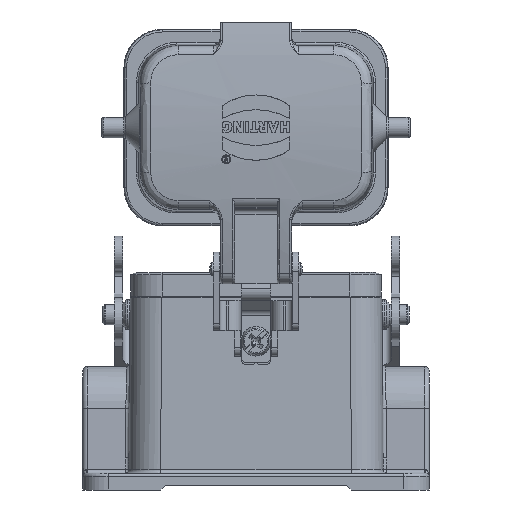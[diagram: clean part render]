
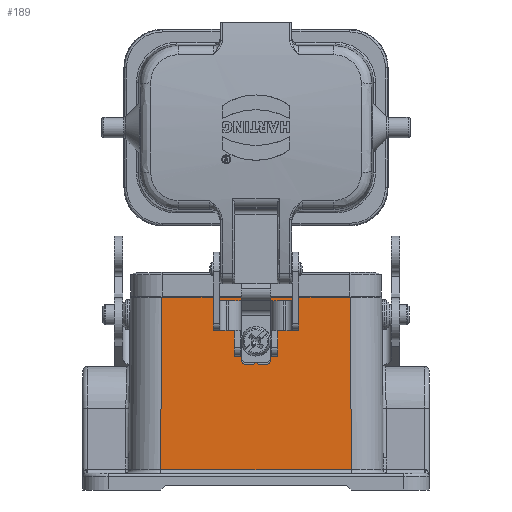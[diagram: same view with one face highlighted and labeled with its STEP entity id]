
A CAD part, front view. The second image highlights one B-rep face of the part: STEP entity #189.
In plain terms, the highlighted planar face has unit normal (0, -1, 0.006).
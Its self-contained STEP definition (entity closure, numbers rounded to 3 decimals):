
#107=CARTESIAN_POINT('',(45.1,-21.75,-35.95));
#108=DIRECTION('',(0.0,-1.,0.006));
#109=DIRECTION('',(0.0,-0.006,-1.));
#110=AXIS2_PLACEMENT_3D('',#107,#108,#109);
#111=PLANE('',#110);
#112=CARTESIAN_POINT('',(-22.3,-21.5,5.7));
#113=VERTEX_POINT('',#112);
#114=CARTESIAN_POINT('',(-22.594,-21.745,-35.155));
#115=VERTEX_POINT('',#114);
#116=CARTESIAN_POINT('',(-22.3,-21.5,5.7));
#117=DIRECTION('',(-0.007,-0.006,-1.));
#118=VECTOR('',#117,40.857);
#119=LINE('',#116,#118);
#120=EDGE_CURVE('',#113,#115,#119,.T.);
#121=ORIENTED_EDGE('',*,*,#120,.T.);
#122=CARTESIAN_POINT('',(22.594,-21.745,-35.155));
#123=VERTEX_POINT('',#122);
#124=CARTESIAN_POINT('',(-22.594,-21.745,-35.155));
#125=DIRECTION('',(1.0,0.0,0.0));
#126=VECTOR('',#125,45.189);
#127=LINE('',#124,#126);
#128=EDGE_CURVE('',#115,#123,#127,.T.);
#129=ORIENTED_EDGE('',*,*,#128,.T.);
#130=CARTESIAN_POINT('',(22.3,-21.5,5.7));
#131=VERTEX_POINT('',#130);
#132=CARTESIAN_POINT('',(22.594,-21.745,-35.155));
#133=DIRECTION('',(-0.007,0.006,1.));
#134=VECTOR('',#133,40.857);
#135=LINE('',#132,#134);
#136=EDGE_CURVE('',#123,#131,#135,.T.);
#137=ORIENTED_EDGE('',*,*,#136,.T.);
#138=CARTESIAN_POINT('',(1.6,-21.5,5.7));
#139=VERTEX_POINT('',#138);
#140=CARTESIAN_POINT('',(22.3,-21.5,5.7));
#141=DIRECTION('',(-1.0,0.0,0.0));
#142=VECTOR('',#141,20.7);
#143=LINE('',#140,#142);
#144=EDGE_CURVE('',#131,#139,#143,.T.);
#145=ORIENTED_EDGE('',*,*,#144,.T.);
#146=CARTESIAN_POINT('',(1.6,-21.528,1.0));
#147=VERTEX_POINT('',#146);
#148=CARTESIAN_POINT('',(1.6,-21.528,1.0));
#149=DIRECTION('',(0.,0.006,1.));
#150=VECTOR('',#149,4.7);
#151=LINE('',#148,#150);
#152=EDGE_CURVE('',#147,#139,#151,.T.);
#153=ORIENTED_EDGE('',*,*,#152,.F.);
#154=CARTESIAN_POINT('',(-1.6,-21.528,1.0));
#155=VERTEX_POINT('',#154);
#156=CARTESIAN_POINT('',(-1.6,-21.528,1.0));
#157=DIRECTION('',(1.0,0.0,0.0));
#158=VECTOR('',#157,3.2);
#159=LINE('',#156,#158);
#160=EDGE_CURVE('',#155,#147,#159,.T.);
#161=ORIENTED_EDGE('',*,*,#160,.F.);
#162=CARTESIAN_POINT('',(-1.6,-21.5,5.7));
#163=VERTEX_POINT('',#162);
#164=CARTESIAN_POINT('',(-1.6,-21.5,5.7));
#165=DIRECTION('',(0.,-0.006,-1.));
#166=VECTOR('',#165,4.7);
#167=LINE('',#164,#166);
#168=EDGE_CURVE('',#163,#155,#167,.T.);
#169=ORIENTED_EDGE('',*,*,#168,.F.);
#170=CARTESIAN_POINT('',(-1.6,-21.5,5.7));
#171=DIRECTION('',(-1.0,0.0,0.0));
#172=VECTOR('',#171,20.7);
#173=LINE('',#170,#172);
#174=EDGE_CURVE('',#163,#113,#173,.T.);
#175=ORIENTED_EDGE('',*,*,#174,.T.);
#176=EDGE_LOOP('',(#121,#129,#137,#145,#153,#161,#169,#175));
#177=FACE_OUTER_BOUND('',#176,.T.);
#178=CARTESIAN_POINT('',(0.,-21.551,-2.75));
#179=VERTEX_POINT('',#178);
#180=CARTESIAN_POINT('',(0.,-21.563,-4.75));
#181=DIRECTION('',(0.,1.,-0.006));
#182=DIRECTION('',(0.,0.006,1.));
#183=AXIS2_PLACEMENT_3D('',#180,#181,#182);
#184=ELLIPSE('',#183,2.,2.);
#185=EDGE_CURVE('',#179,#179,#184,.T.);
#186=ORIENTED_EDGE('',*,*,#185,.T.);
#187=EDGE_LOOP('',(#186));
#188=FACE_BOUND('',#187,.T.);
#189=ADVANCED_FACE('',(#177,#188),#111,.T.);
